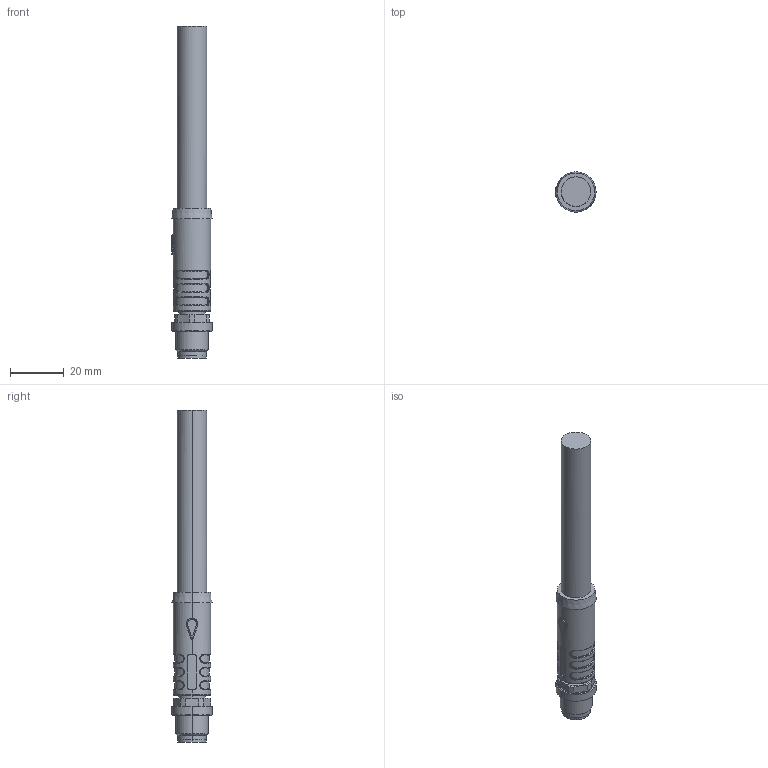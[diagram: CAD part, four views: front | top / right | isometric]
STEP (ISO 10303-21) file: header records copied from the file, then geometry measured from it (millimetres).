
FILE_DESCRIPTION(('CATIA V5 STEP Exchange','CAx-IF Rec.Pracs.--- Model Styling and Organization---1.4--- 2014-01-23'),'2;1');
FILE_NAME ('305361-1_0_2050640300_2050640300.stp','2021-03-29T04:59:30+00:00',('none'),('Weidmueller'),'CATIA Version 5-6 Release 2016 SP3 HF44','CATIA V5 STEP AP214','none');
FILE_SCHEMA(('AUTOMOTIVE_DESIGN { 1 0 10303 214 1 1 1 1 }'));
Length unit declared in the file: millimetre
Products named in the file (1): 2050640300
Bounding box: 15 x 15 x 124.02 mm (x, y, z)
Volume: 14076 mm3; surface area: 7808.4 mm2
Topology: 6 solids, 7 shells, 272 faces, 680 edges, 426 vertices
Faces by surface type: cylinder 92, plane 69, torus 43, bspline 29, cone 19, sphere 18, extrusion 2
Entity records: 9727 total; most frequent: CARTESIAN_POINT 3981, ORIENTED_EDGE 1324, DIRECTION 888, EDGE_CURVE 662, AXIS2_PLACEMENT_3D 474, VERTEX_POINT 426, EDGE_LOOP 298, ADVANCED_FACE 272
